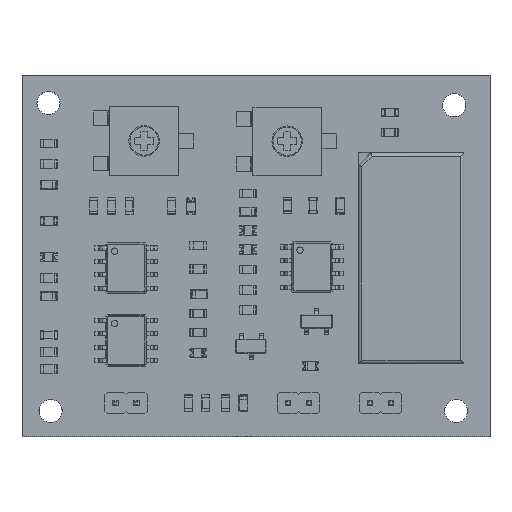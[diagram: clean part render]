
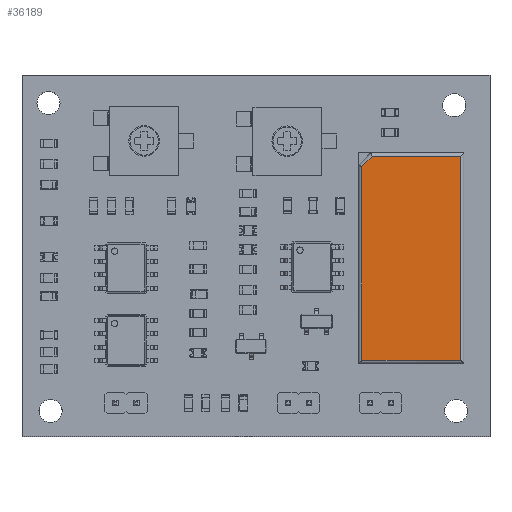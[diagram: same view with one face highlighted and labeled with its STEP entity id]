
A CAD part, top view. The second image highlights one B-rep face of the part: STEP entity #36189.
In plain terms, the highlighted planar face has unit normal (0, 0, 1).
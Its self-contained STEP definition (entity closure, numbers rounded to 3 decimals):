
#33195 = CYLINDRICAL_SURFACE('',#33196,0.3);
#33196 = AXIS2_PLACEMENT_3D('',#33197,#33198,#33199);
#33197 = CARTESIAN_POINT('',(-1.4,-0.89,10.4));
#33198 = DIRECTION('',(1.,0.,0.));
#33199 = DIRECTION('',(0.,-1.,0.));
#33420 = CYLINDRICAL_SURFACE('',#33421,0.3);
#33421 = AXIS2_PLACEMENT_3D('',#33422,#33423,#33424);
#33422 = CARTESIAN_POINT('',(-1.1,8.81,10.4));
#33423 = DIRECTION('',(0.,-1.,0.));
#33424 = DIRECTION('',(-1.,0.,0.));
#34397 = CYLINDRICAL_SURFACE('',#34398,0.3);
#34398 = AXIS2_PLACEMENT_3D('',#34399,#34400,#34401);
#34399 = CARTESIAN_POINT('',(18.3,-1.19,10.4));
#34400 = DIRECTION('',(0.,1.,0.));
#34401 = DIRECTION('',(1.,0.,0.));
#34546 = VERTEX_POINT('',#34547);
#34547 = CARTESIAN_POINT('',(18.3,-0.89,10.7));
#34613 = EDGE_CURVE('',#34614,#34546,#34616,.T.);
#34614 = VERTEX_POINT('',#34615);
#34615 = CARTESIAN_POINT('',(-1.1,-0.89,10.7));
#34616 = SURFACE_CURVE('',#34617,(#34621,#34628),.PCURVE_S1.);
#34617 = LINE('',#34618,#34619);
#34618 = CARTESIAN_POINT('',(-1.4,-0.89,10.7));
#34619 = VECTOR('',#34620,1.);
#34620 = DIRECTION('',(1.,0.,0.));
#34621 = PCURVE('',#33195,#34622);
#34622 = DEFINITIONAL_REPRESENTATION('',(#34623),#34627);
#34623 = LINE('',#34624,#34625);
#34624 = CARTESIAN_POINT('',(4.712,0.));
#34625 = VECTOR('',#34626,1.);
#34626 = DIRECTION('',(0.,1.));
#34627 = ( GEOMETRIC_REPRESENTATION_CONTEXT(2) 
PARAMETRIC_REPRESENTATION_CONTEXT() REPRESENTATION_CONTEXT('2D SPACE',''
  ) );
#34628 = PCURVE('',#34629,#34634);
#34629 = PLANE('',#34630);
#34630 = AXIS2_PLACEMENT_3D('',#34631,#34632,#34633);
#34631 = CARTESIAN_POINT('',(-1.4,-1.19,10.7));
#34632 = DIRECTION('',(0.,0.,-1.));
#34633 = DIRECTION('',(-1.,0.,0.));
#34634 = DEFINITIONAL_REPRESENTATION('',(#34635),#34639);
#34635 = LINE('',#34636,#34637);
#34636 = CARTESIAN_POINT('',(0.,0.3));
#34637 = VECTOR('',#34638,1.);
#34638 = DIRECTION('',(-1.,0.));
#34639 = ( GEOMETRIC_REPRESENTATION_CONTEXT(2) 
PARAMETRIC_REPRESENTATION_CONTEXT() REPRESENTATION_CONTEXT('2D SPACE',''
  ) );
#34726 = CYLINDRICAL_SURFACE('',#34727,0.3);
#34727 = AXIS2_PLACEMENT_3D('',#34728,#34729,#34730);
#34728 = CARTESIAN_POINT('',(17.44,8.51,10.4));
#34729 = DIRECTION('',(-1.,0.,0.));
#34730 = DIRECTION('',(0.,0.,1.));
#34911 = EDGE_CURVE('',#34912,#34614,#34914,.T.);
#34912 = VERTEX_POINT('',#34913);
#34913 = CARTESIAN_POINT('',(-1.1,8.51,10.7));
#34914 = SURFACE_CURVE('',#34915,(#34919,#34926),.PCURVE_S1.);
#34915 = LINE('',#34916,#34917);
#34916 = CARTESIAN_POINT('',(-1.1,8.81,10.7));
#34917 = VECTOR('',#34918,1.);
#34918 = DIRECTION('',(0.,-1.,0.));
#34919 = PCURVE('',#33420,#34920);
#34920 = DEFINITIONAL_REPRESENTATION('',(#34921),#34925);
#34921 = LINE('',#34922,#34923);
#34922 = CARTESIAN_POINT('',(4.712,0.));
#34923 = VECTOR('',#34924,1.);
#34924 = DIRECTION('',(0.,1.));
#34925 = ( GEOMETRIC_REPRESENTATION_CONTEXT(2) 
PARAMETRIC_REPRESENTATION_CONTEXT() REPRESENTATION_CONTEXT('2D SPACE',''
  ) );
#34926 = PCURVE('',#34629,#34927);
#34927 = DEFINITIONAL_REPRESENTATION('',(#34928),#34932);
#34928 = LINE('',#34929,#34930);
#34929 = CARTESIAN_POINT('',(-0.3,10.));
#34930 = VECTOR('',#34931,1.);
#34931 = DIRECTION('',(0.,-1.));
#34932 = ( GEOMETRIC_REPRESENTATION_CONTEXT(2) 
PARAMETRIC_REPRESENTATION_CONTEXT() REPRESENTATION_CONTEXT('2D SPACE',''
  ) );
#36037 = VERTEX_POINT('',#36038);
#36038 = CARTESIAN_POINT('',(18.3,7.526,10.7));
#36075 = CYLINDRICAL_SURFACE('',#36076,0.3);
#36076 = AXIS2_PLACEMENT_3D('',#36077,#36078,#36079);
#36077 = CARTESIAN_POINT('',(17.228,8.598,10.4));
#36078 = DIRECTION('',(0.707,-0.707,0.));
#36079 = DIRECTION('',(0.,0.,1.));
#36109 = EDGE_CURVE('',#34546,#36037,#36110,.T.);
#36110 = SURFACE_CURVE('',#36111,(#36115,#36122),.PCURVE_S1.);
#36111 = LINE('',#36112,#36113);
#36112 = CARTESIAN_POINT('',(18.3,-1.19,10.7));
#36113 = VECTOR('',#36114,1.);
#36114 = DIRECTION('',(0.,1.,0.));
#36115 = PCURVE('',#34397,#36116);
#36116 = DEFINITIONAL_REPRESENTATION('',(#36117),#36121);
#36117 = LINE('',#36118,#36119);
#36118 = CARTESIAN_POINT('',(4.712,0.));
#36119 = VECTOR('',#36120,1.);
#36120 = DIRECTION('',(0.,1.));
#36121 = ( GEOMETRIC_REPRESENTATION_CONTEXT(2) 
PARAMETRIC_REPRESENTATION_CONTEXT() REPRESENTATION_CONTEXT('2D SPACE',''
  ) );
#36122 = PCURVE('',#34629,#36123);
#36123 = DEFINITIONAL_REPRESENTATION('',(#36124),#36128);
#36124 = LINE('',#36125,#36126);
#36125 = CARTESIAN_POINT('',(-19.7,0.));
#36126 = VECTOR('',#36127,1.);
#36127 = DIRECTION('',(0.,1.));
#36128 = ( GEOMETRIC_REPRESENTATION_CONTEXT(2) 
PARAMETRIC_REPRESENTATION_CONTEXT() REPRESENTATION_CONTEXT('2D SPACE',''
  ) );
#36189 = ADVANCED_FACE('',(#36190),#34629,.F.);
#36190 = FACE_BOUND('',#36191,.F.);
#36191 = EDGE_LOOP('',(#36192,#36193,#36194,#36217,#36238));
#36192 = ORIENTED_EDGE('',*,*,#34613,.F.);
#36193 = ORIENTED_EDGE('',*,*,#34911,.F.);
#36194 = ORIENTED_EDGE('',*,*,#36195,.F.);
#36195 = EDGE_CURVE('',#36196,#34912,#36198,.T.);
#36196 = VERTEX_POINT('',#36197);
#36197 = CARTESIAN_POINT('',(17.316,8.51,10.7));
#36198 = SURFACE_CURVE('',#36199,(#36203,#36210),.PCURVE_S1.);
#36199 = LINE('',#36200,#36201);
#36200 = CARTESIAN_POINT('',(17.44,8.51,10.7));
#36201 = VECTOR('',#36202,1.);
#36202 = DIRECTION('',(-1.,0.,0.));
#36203 = PCURVE('',#34629,#36204);
#36204 = DEFINITIONAL_REPRESENTATION('',(#36205),#36209);
#36205 = LINE('',#36206,#36207);
#36206 = CARTESIAN_POINT('',(-18.84,9.7));
#36207 = VECTOR('',#36208,1.);
#36208 = DIRECTION('',(1.,0.));
#36209 = ( GEOMETRIC_REPRESENTATION_CONTEXT(2) 
PARAMETRIC_REPRESENTATION_CONTEXT() REPRESENTATION_CONTEXT('2D SPACE',''
  ) );
#36210 = PCURVE('',#34726,#36211);
#36211 = DEFINITIONAL_REPRESENTATION('',(#36212),#36216);
#36212 = LINE('',#36213,#36214);
#36213 = CARTESIAN_POINT('',(0.,0.));
#36214 = VECTOR('',#36215,1.);
#36215 = DIRECTION('',(0.,1.));
#36216 = ( GEOMETRIC_REPRESENTATION_CONTEXT(2) 
PARAMETRIC_REPRESENTATION_CONTEXT() REPRESENTATION_CONTEXT('2D SPACE',''
  ) );
#36217 = ORIENTED_EDGE('',*,*,#36218,.T.);
#36218 = EDGE_CURVE('',#36196,#36037,#36219,.T.);
#36219 = SURFACE_CURVE('',#36220,(#36224,#36231),.PCURVE_S1.);
#36220 = LINE('',#36221,#36222);
#36221 = CARTESIAN_POINT('',(17.228,8.598,10.7));
#36222 = VECTOR('',#36223,1.);
#36223 = DIRECTION('',(0.707,-0.707,0.));
#36224 = PCURVE('',#34629,#36225);
#36225 = DEFINITIONAL_REPRESENTATION('',(#36226),#36230);
#36226 = LINE('',#36227,#36228);
#36227 = CARTESIAN_POINT('',(-18.628,9.788));
#36228 = VECTOR('',#36229,1.);
#36229 = DIRECTION('',(-0.707,-0.707));
#36230 = ( GEOMETRIC_REPRESENTATION_CONTEXT(2) 
PARAMETRIC_REPRESENTATION_CONTEXT() REPRESENTATION_CONTEXT('2D SPACE',''
  ) );
#36231 = PCURVE('',#36075,#36232);
#36232 = DEFINITIONAL_REPRESENTATION('',(#36233),#36237);
#36233 = LINE('',#36234,#36235);
#36234 = CARTESIAN_POINT('',(6.283,0.));
#36235 = VECTOR('',#36236,1.);
#36236 = DIRECTION('',(0.,1.));
#36237 = ( GEOMETRIC_REPRESENTATION_CONTEXT(2) 
PARAMETRIC_REPRESENTATION_CONTEXT() REPRESENTATION_CONTEXT('2D SPACE',''
  ) );
#36238 = ORIENTED_EDGE('',*,*,#36109,.F.);
